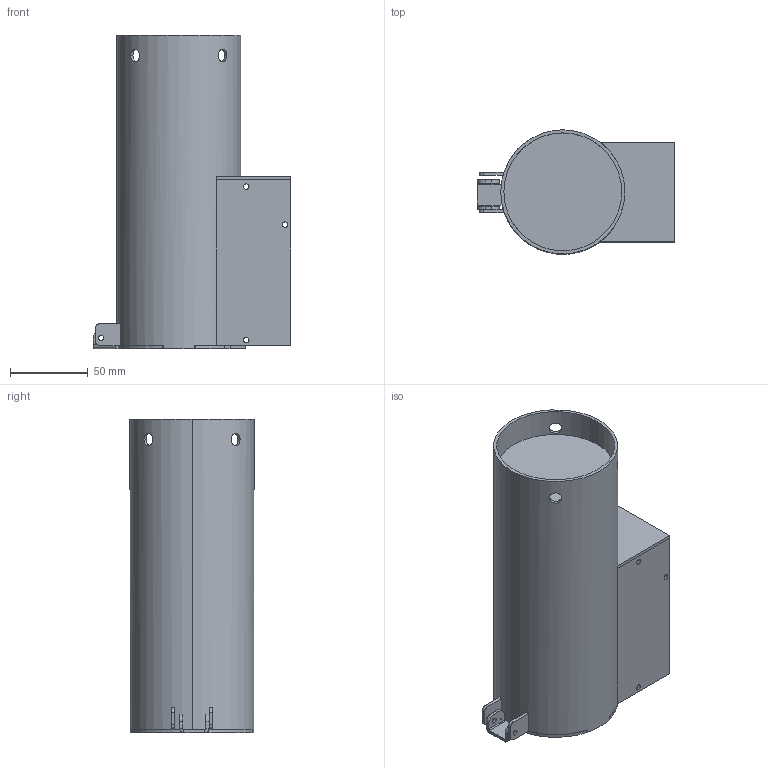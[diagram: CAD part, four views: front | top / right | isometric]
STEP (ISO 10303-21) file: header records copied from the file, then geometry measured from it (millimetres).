
FILE_DESCRIPTION (( 'STEP AP203' ), '1' );
FILE_NAME ('Deployer_3_ASY_16_06_2016.STEP', '2016-06-16T14:36:09', ( '' ), ( '' ), 'SwSTEP 2.0', 'SolidWorks 2015', '' );
FILE_SCHEMA (( 'CONFIG_CONTROL_DESIGN' ));
Length unit declared in the file: millimetre
Products named in the file (10): Deployer_3_hinge_support_right; Deployer_3_main_electronics_box_lid; Deployer_3_assembly; Deployer_3_hinge_support_left; Deployer_3_top_lid; Deployer_3_Main_electronics_box_wall_right; Deployer_3_door; Deployer_3_tube; Deployer_3_Main_electronics_box_wall_left; Deployer_3_ASY_16_06_2016
Assembly tree (9 placements, depth 3):
  Deployer_3_ASY_16_06_2016
    Deployer_3_assembly
      Deployer_3_tube
      Deployer_3_main_electronics_box_lid
      Deployer_3_Main_electronics_box_wall_right
      Deployer_3_Main_electronics_box_wall_left
      Deployer_3_hinge_support_right
      Deployer_3_hinge_support_left
      Deployer_3_top_lid
    Deployer_3_door
Bounding box: 127 x 80 x 202 mm (x, y, z)
Volume: 143323.5 mm3; surface area: 148108.6 mm2
Topology: 8 solids, 8 shells, 127 faces, 320 edges, 208 vertices
Faces by surface type: cylinder 66, plane 61
Entity records: 5466 total; most frequent: CARTESIAN_POINT 1196, DIRECTION 708, ORIENTED_EDGE 640, EDGE_CURVE 320, AXIS2_PLACEMENT_3D 264, VERTEX_POINT 208, LINE 180, VECTOR 180
